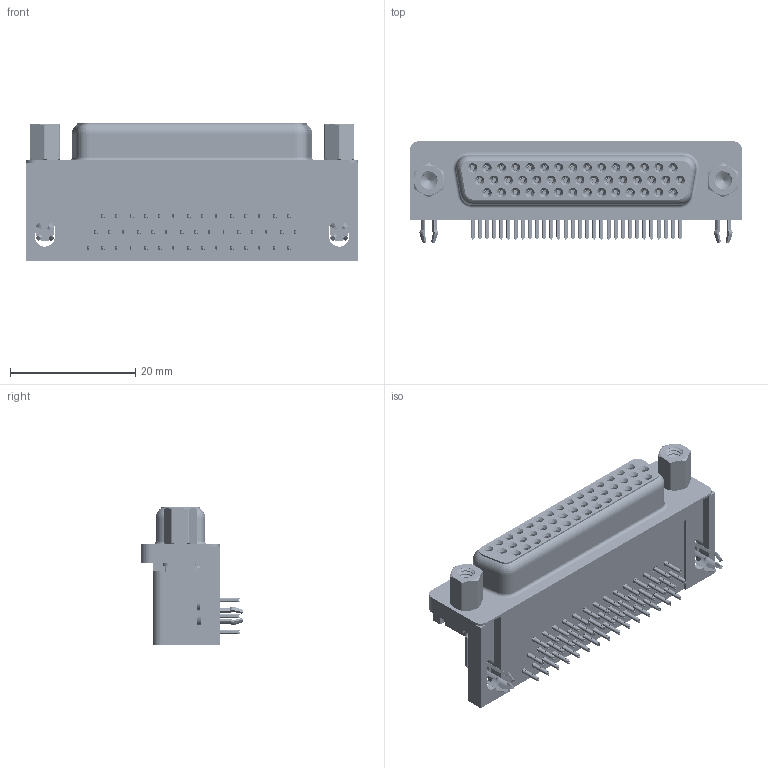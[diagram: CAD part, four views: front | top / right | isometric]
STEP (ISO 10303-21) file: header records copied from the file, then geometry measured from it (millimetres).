
FILE_DESCRIPTION (( 'STEP AP203' ), '1' );
FILE_NAME ('634-044-263-043.STEP', '2018-11-10T00:20:50', ( '' ), ( '' ), 'SwSTEP 2.0', 'SolidWorks 2016', '' );
FILE_SCHEMA (( 'CONFIG_CONTROL_DESIGN' ));
Length unit declared in the file: millimetre
Products named in the file (9): Contact Middle; Contact Top; 4 Prong Board Lock; 4-40 Threaded Rivet; 4-40 Hex Standoff; 634-044-263-043; 634 Housing_44 Socket; 634 Shell_44 Socket; Contact Bottom
Assembly tree (52 placements, depth 2):
  634-044-263-043
    634 Housing_44 Socket
    634 Shell_44 Socket
    Contact Bottom  x14
    Contact Middle  x15
    Contact Top  x15
    4 Prong Board Lock  x2
    4-40 Threaded Rivet  x2
    4-40 Hex Standoff  x2
Bounding box: 53.04 x 16.25 x 22.1 mm (x, y, z)
Volume: 9568.3 mm3; surface area: 13806.9 mm2
Topology: 52 solids, 52 shells, 6777 faces, 17870 edges, 11234 vertices
Faces by surface type: plane 2993, cylinder 1566, bspline 1546, cone 602, torus 70
Entity records: 51063 total; most frequent: CARTESIAN_POINT 16716, ORIENTED_EDGE 6866, DIRECTION 6290, EDGE_CURVE 3433, LINE 2220, VECTOR 2220, VERTEX_POINT 2200, AXIS2_PLACEMENT_3D 2035
